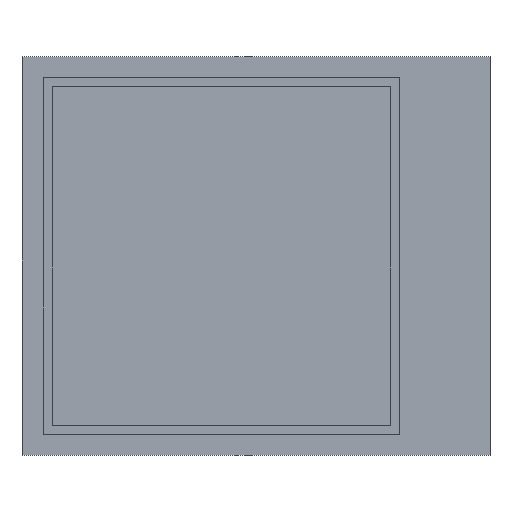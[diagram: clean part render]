
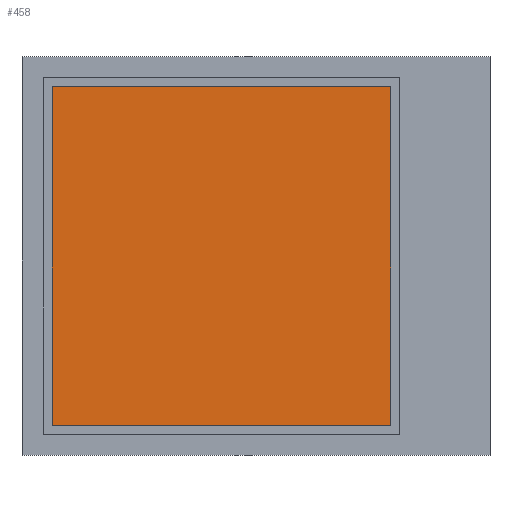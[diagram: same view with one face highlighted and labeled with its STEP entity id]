
A CAD part, top view. The second image highlights one B-rep face of the part: STEP entity #458.
In plain terms, the highlighted planar face has unit normal (0, 0, 1).
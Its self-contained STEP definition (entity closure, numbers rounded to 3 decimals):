
#357=CARTESIAN_POINT('',(10.74,13.5,1.34));
#358=VERTEX_POINT('',#357);
#365=CARTESIAN_POINT('',(10.74,-13.5,1.34));
#366=VERTEX_POINT('',#365);
#367=CARTESIAN_POINT('',(10.74,-13.5,1.34));
#368=DIRECTION('',(0.,1.,0.));
#369=VECTOR('',#368,27.);
#370=LINE('',#367,#369);
#371=EDGE_CURVE('',#366,#358,#370,.T.);
#388=CARTESIAN_POINT('',(-16.26,13.5,1.34));
#389=VERTEX_POINT('',#388);
#396=CARTESIAN_POINT('',(10.74,13.5,1.34));
#397=DIRECTION('',(-1.,0.,0.));
#398=VECTOR('',#397,27.);
#399=LINE('',#396,#398);
#400=EDGE_CURVE('',#358,#389,#399,.T.);
#412=CARTESIAN_POINT('',(-16.26,-13.5,1.34));
#413=VERTEX_POINT('',#412);
#420=CARTESIAN_POINT('',(-16.26,13.5,1.34));
#421=DIRECTION('',(-0.,-1.,-0.));
#422=VECTOR('',#421,27.);
#423=LINE('',#420,#422);
#424=EDGE_CURVE('',#389,#413,#423,.T.);
#437=CARTESIAN_POINT('',(-16.26,-13.5,1.34));
#438=DIRECTION('',(1.,-0.,-0.));
#439=VECTOR('',#438,27.);
#440=LINE('',#437,#439);
#441=EDGE_CURVE('',#413,#366,#440,.T.);
#447=CARTESIAN_POINT('',(0.,0.,1.34));
#448=DIRECTION('',(0.,0.,1.));
#449=DIRECTION('',(0.,1.,0.));
#450=AXIS2_PLACEMENT_3D('',#447,#448,#449);
#451=PLANE('',#450);
#452=ORIENTED_EDGE('',*,*,#371,.T.);
#453=ORIENTED_EDGE('',*,*,#400,.T.);
#454=ORIENTED_EDGE('',*,*,#424,.T.);
#455=ORIENTED_EDGE('',*,*,#441,.T.);
#456=EDGE_LOOP('',(#452,#453,#454,#455));
#457=FACE_BOUND('',#456,.T.);
#458=ADVANCED_FACE('',(#457),#451,.T.);
